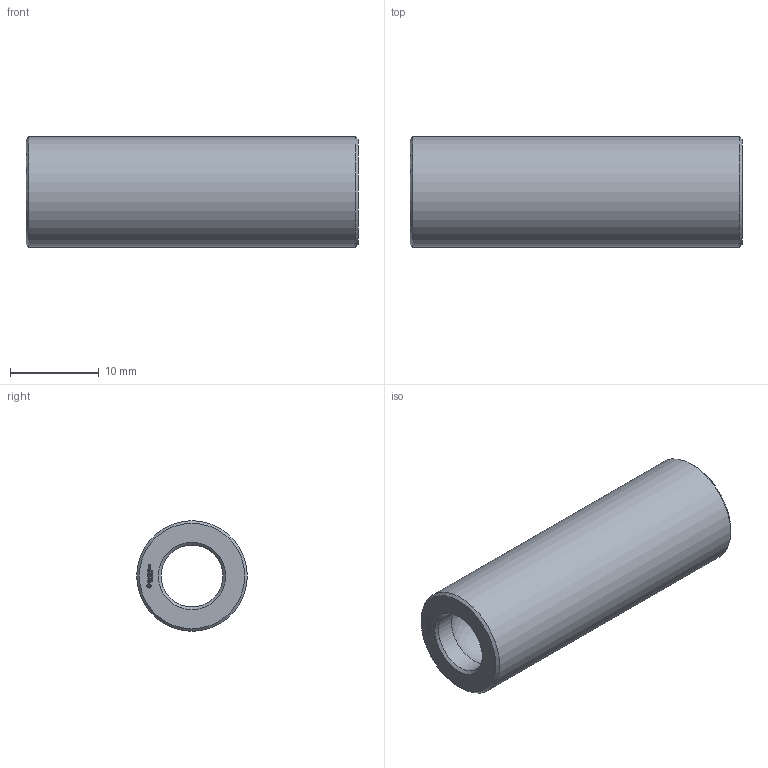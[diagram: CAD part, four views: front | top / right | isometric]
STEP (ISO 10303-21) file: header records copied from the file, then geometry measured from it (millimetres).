
FILE_DESCRIPTION(('FreeCAD Model'),'2;1');
FILE_NAME('Open CASCADE Shape Model','2024-01-02T12:50:04',(''),(''), 'Open CASCADE STEP processor 7.6','FreeCAD','Unknown');
FILE_SCHEMA(('AUTOMOTIVE_DESIGN { 1 0 10303 214 1 1 1 1 }'));
Length unit declared in the file: millimetre
Products named in the file (1): Spacer FRE BU01.00x03.00 - SPN-SPR-0061 (stemfie.org)
Bounding box: 37.5 x 12.5 x 12.5 mm (x, y, z)
Volume: 2908.7 mm3; surface area: 2534.5 mm2
Topology: 1 solids, 1 shells, 513 faces, 1423 edges, 945 vertices
Faces by surface type: plane 306, extrusion 194, cylinder 5, cone 4, sphere 4
Full cylindrical faces by diameter (mm): 7 x4, 12.5 x1
Entity records: 34969 total; most frequent: CARTESIAN_POINT 7680, DIRECTION 4344, VECTOR 3664, LINE 3470, ORIENTED_EDGE 2846, PCURVE 2846, DEFINITIONAL_REPRESENTATION 2846, EDGE_CURVE 1423
